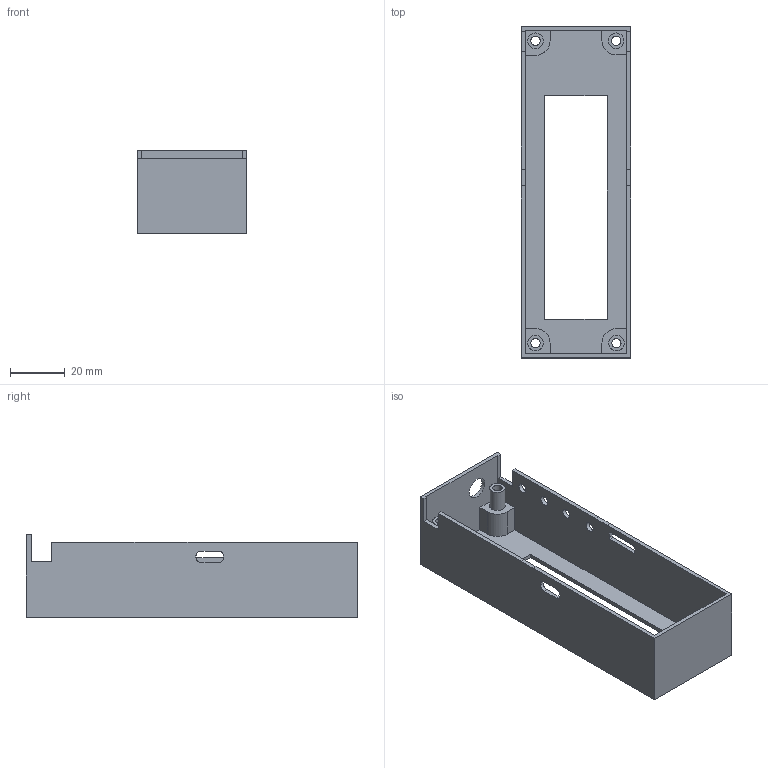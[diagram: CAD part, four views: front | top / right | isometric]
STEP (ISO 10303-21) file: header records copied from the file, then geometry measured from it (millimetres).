
FILE_DESCRIPTION(('FreeCAD Model'),'2;1');
FILE_NAME('Open CASCADE Shape Model','2023-07-03T08:38:53',('Author'),( ''),'Open CASCADE STEP processor 7.6','FreeCAD','Unknown');
FILE_SCHEMA(('AUTOMOTIVE_DESIGN { 1 0 10303 214 1 1 1 1 }'));
Length unit declared in the file: millimetre
Products named in the file (1): Split_i1
Bounding box: 40 x 121.5 x 30.29 mm (x, y, z)
Volume: 18918.9 mm3; surface area: 24758.9 mm2
Topology: 1 solids, 1 shells, 103 faces, 279 edges, 186 vertices
Faces by surface type: plane 78, cylinder 25
Full cylindrical faces by diameter (mm): 3.4 x4, 3.6 x4, 5.7 x4, 8 x1
Entity records: 6890 total; most frequent: CARTESIAN_POINT 1391, DIRECTION 961, LINE 629, VECTOR 629, ORIENTED_EDGE 558, PCURVE 558, DEFINITIONAL_REPRESENTATION 558, EDGE_CURVE 279
